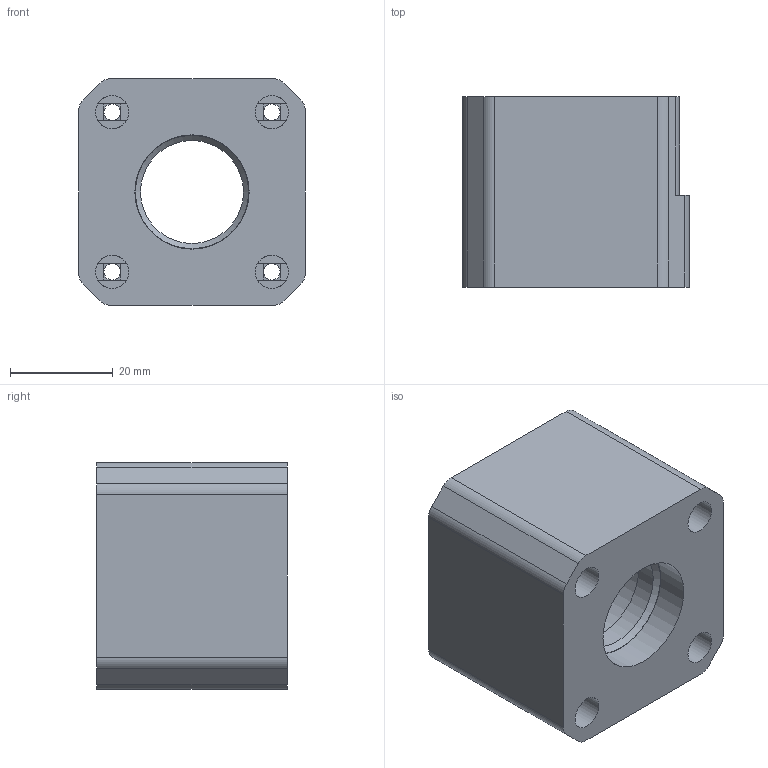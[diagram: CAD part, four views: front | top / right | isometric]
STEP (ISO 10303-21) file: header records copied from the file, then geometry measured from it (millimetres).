
FILE_DESCRIPTION(/* description */ (''),/* implementation_level */ '2;1');
FILE_NAME(/* name */ 'X_Thrust_Block.step',/* time_stamp */ '2021-08-05T09:17:30-05:00',/* author */ (''),/* organization */ (''),/* preprocessor_version */ 'ST-DEVELOPER v18.1',/* originating_system */ 'Autodesk Translation Framework v10.9.0.1377',/* authorisation */ '');
FILE_SCHEMA (('AUTOMOTIVE_DESIGN { 1 0 10303 214 3 1 1 }'));
Length unit declared in the file: millimetre
Products named in the file (1): X_Thrust_Block
Bounding box: 44 x 37 x 44 mm (x, y, z)
Volume: 45042.5 mm3; surface area: 13334.7 mm2
Topology: 1 solids, 1 shells, 93 faces, 245 edges, 156 vertices
Faces by surface type: plane 65, cylinder 26, cone 2
Full cylindrical faces by diameter (mm): 3.2 x4, 6.5 x4, 20 x1, 22.2 x2
Entity records: 2925 total; most frequent: DIRECTION 515, CARTESIAN_POINT 495, ORIENTED_EDGE 490, EDGE_CURVE 245, AXIS2_PLACEMENT_3D 176, LINE 163, VECTOR 163, VERTEX_POINT 156
